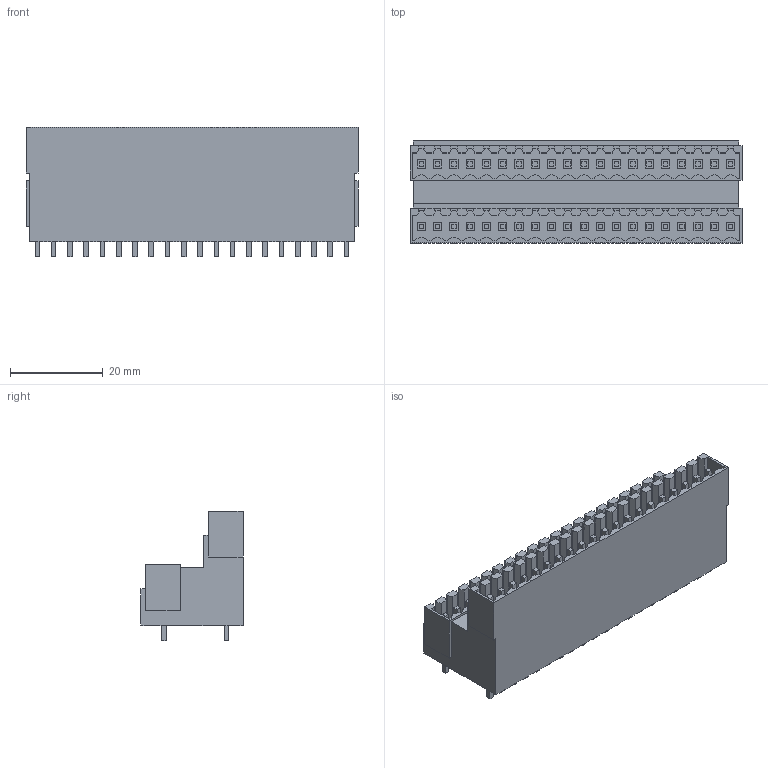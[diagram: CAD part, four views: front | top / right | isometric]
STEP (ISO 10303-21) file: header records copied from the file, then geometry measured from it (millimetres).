
FILE_DESCRIPTION(('CATIA V5 STEP Exchange','CAx-IF Rec.Pracs.--- Model Styling and Organization---1.4--- 2014-01-23'),'2;1');
FILE_NAME ('D1454170_0_1641200000_1641200000.stp','2019-11-15T07:51:47+00:00',('none'),('Weidmueller'),'CATIA Version 5-6 Release 2016 SP3 HF44','CATIA V5 STEP AP214','none');
FILE_SCHEMA(('AUTOMOTIVE_DESIGN { 1 0 10303 214 1 1 1 1 }'));
Length unit declared in the file: millimetre
Products named in the file (3): 1641200000; Housing; Loetstift_180
Assembly tree (2 placements, depth 2):
  1641200000
    Housing
    Loetstift_180
Bounding box: 71.4 x 22 x 27.77 mm (x, y, z)
Volume: 20982.8 mm3; surface area: 14060.2 mm2
Topology: 41 solids, 41 shells, 950 faces, 2722 edges, 1894 vertices
Faces by surface type: plane 910, cylinder 40
Entity records: 29567 total; most frequent: ORIENTED_EDGE 5444, CARTESIAN_POINT 5196, DIRECTION 3882, EDGE_CURVE 2722, VECTOR 2642, LINE 2642, VERTEX_POINT 1894, EDGE_LOOP 990
